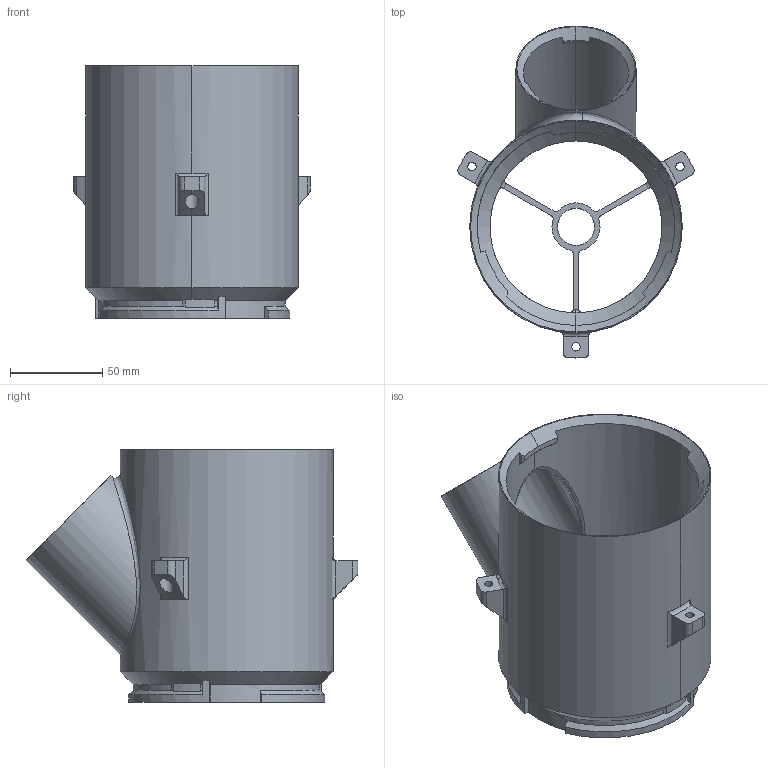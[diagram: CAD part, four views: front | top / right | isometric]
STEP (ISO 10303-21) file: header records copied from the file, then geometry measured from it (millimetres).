
FILE_DESCRIPTION (( 'STEP AP203' ), '1' );
FILE_NAME ('1-Way_Planting_Module_Hollow.STEP', '2020-11-29T12:36:16', ( '' ), ( '' ), '', '', '' );
FILE_SCHEMA (( 'CONFIG_CONTROL_DESIGN' ));
Length unit declared in the file: millimetre
Products named in the file (1): 1-Way_Planting_Module_Hollow
Bounding box: 127.78 x 179.54 x 136.5 mm (x, y, z)
Volume: 222661.9 mm3; surface area: 114104.2 mm2
Topology: 1 solids, 1 shells, 175 faces, 507 edges, 332 vertices
Faces by surface type: cylinder 75, plane 58, cone 31, torus 7, bspline 4
Entity records: 7793 total; most frequent: CARTESIAN_POINT 3082, ORIENTED_EDGE 1014, DIRECTION 951, EDGE_CURVE 507, AXIS2_PLACEMENT_3D 356, VERTEX_POINT 332, LINE 239, VECTOR 239
